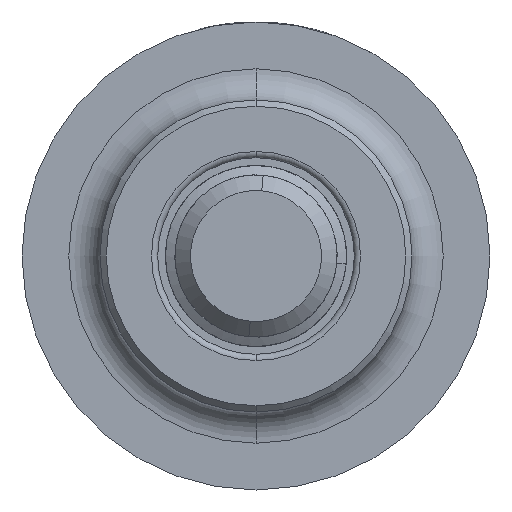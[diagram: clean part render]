
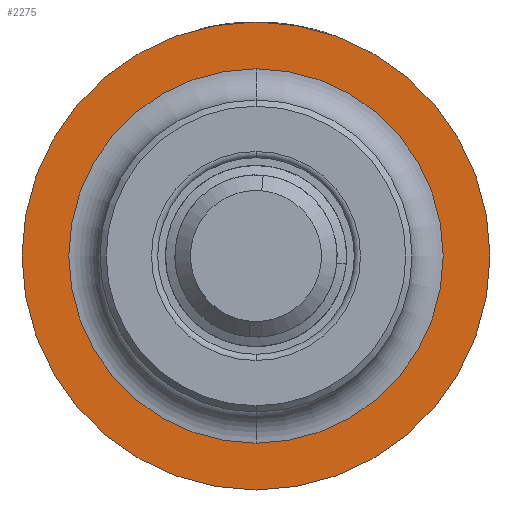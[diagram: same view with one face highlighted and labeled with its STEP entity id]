
A CAD part, front view. The second image highlights one B-rep face of the part: STEP entity #2275.
In plain terms, the highlighted planar face has unit normal (0, -1, 0).
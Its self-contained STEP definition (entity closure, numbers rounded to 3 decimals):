
#309 = DIRECTION ( 'NONE',  ( 0., 0., -1. ) ) ;
#601 = CARTESIAN_POINT ( 'NONE',  ( 0., 12.42, 7.5 ) ) ;
#619 = CARTESIAN_POINT ( 'NONE',  ( 0., 12.42, 6. ) ) ;
#622 = EDGE_CURVE ( 'NONE', #3288, #1592, #702, .T. ) ;
#668 = AXIS2_PLACEMENT_3D ( 'NONE', #2110, #3638, #5217 ) ;
#702 = CIRCLE ( 'NONE', #668, 7.5 ) ;
#772 = CIRCLE ( 'NONE', #4925, 6. ) ;
#854 = DIRECTION ( 'NONE',  ( 0., 0., -1. ) ) ;
#1103 = AXIS2_PLACEMENT_3D ( 'NONE', #3458, #2380, #309 ) ;
#1227 = CARTESIAN_POINT ( 'NONE',  ( 0., 12.42, 0. ) ) ;
#1376 = CIRCLE ( 'NONE', #1103, 7.5 ) ;
#1592 = VERTEX_POINT ( 'NONE', #5761 ) ;
#2110 = CARTESIAN_POINT ( 'NONE',  ( 0., 12.42, 0. ) ) ;
#2111 = CARTESIAN_POINT ( 'NONE',  ( 0., 12.42, -6. ) ) ;
#2275 = ADVANCED_FACE ( 'NONE', ( #6233, #6637 ), #3069, .T. ) ;
#2310 = ORIENTED_EDGE ( 'NONE', *, *, #5826, .F. ) ;
#2380 = DIRECTION ( 'NONE',  ( 0., -1., 0. ) ) ;
#2404 = AXIS2_PLACEMENT_3D ( 'NONE', #1227, #3329, #4842 ) ;
#2594 = VERTEX_POINT ( 'NONE', #619 ) ;
#2695 = ORIENTED_EDGE ( 'NONE', *, *, #6339, .T. ) ;
#3069 = PLANE ( 'NONE',  #6561 ) ;
#3288 = VERTEX_POINT ( 'NONE', #601 ) ;
#3329 = DIRECTION ( 'NONE',  ( 0., -1., 0. ) ) ;
#3458 = CARTESIAN_POINT ( 'NONE',  ( 0., 12.42, 0. ) ) ;
#3623 = DIRECTION ( 'NONE',  ( 0., 0., -1. ) ) ;
#3638 = DIRECTION ( 'NONE',  ( 0., -1., 0. ) ) ;
#3785 = ORIENTED_EDGE ( 'NONE', *, *, #622, .T. ) ;
#4014 = CARTESIAN_POINT ( 'NONE',  ( 0., 12.42, 0. ) ) ;
#4247 = EDGE_CURVE ( 'NONE', #2594, #4571, #772, .T. ) ;
#4397 = ORIENTED_EDGE ( 'NONE', *, *, #4247, .F. ) ;
#4549 = DIRECTION ( 'NONE',  ( 0., -1., 0. ) ) ;
#4571 = VERTEX_POINT ( 'NONE', #2111 ) ;
#4842 = DIRECTION ( 'NONE',  ( 0., 0., -1. ) ) ;
#4925 = AXIS2_PLACEMENT_3D ( 'NONE', #4014, #4549, #854 ) ;
#5217 = DIRECTION ( 'NONE',  ( 0., 0., -1. ) ) ;
#5222 = CARTESIAN_POINT ( 'NONE',  ( 6., 12.42, 0. ) ) ;
#5232 = EDGE_LOOP ( 'NONE', ( #2310, #4397 ) ) ;
#5761 = CARTESIAN_POINT ( 'NONE',  ( 0., 12.42, -7.5 ) ) ;
#5826 = EDGE_CURVE ( 'NONE', #4571, #2594, #5842, .T. ) ;
#5842 = CIRCLE ( 'NONE', #2404, 6. ) ;
#6209 = EDGE_LOOP ( 'NONE', ( #2695, #3785 ) ) ;
#6233 = FACE_OUTER_BOUND ( 'NONE', #6209, .T. ) ;
#6339 = EDGE_CURVE ( 'NONE', #1592, #3288, #1376, .T. ) ;
#6561 = AXIS2_PLACEMENT_3D ( 'NONE', #5222, #6725, #3623 ) ;
#6637 = FACE_BOUND ( 'NONE', #5232, .T. ) ;
#6725 = DIRECTION ( 'NONE',  ( 0., -1., 0. ) ) ;
